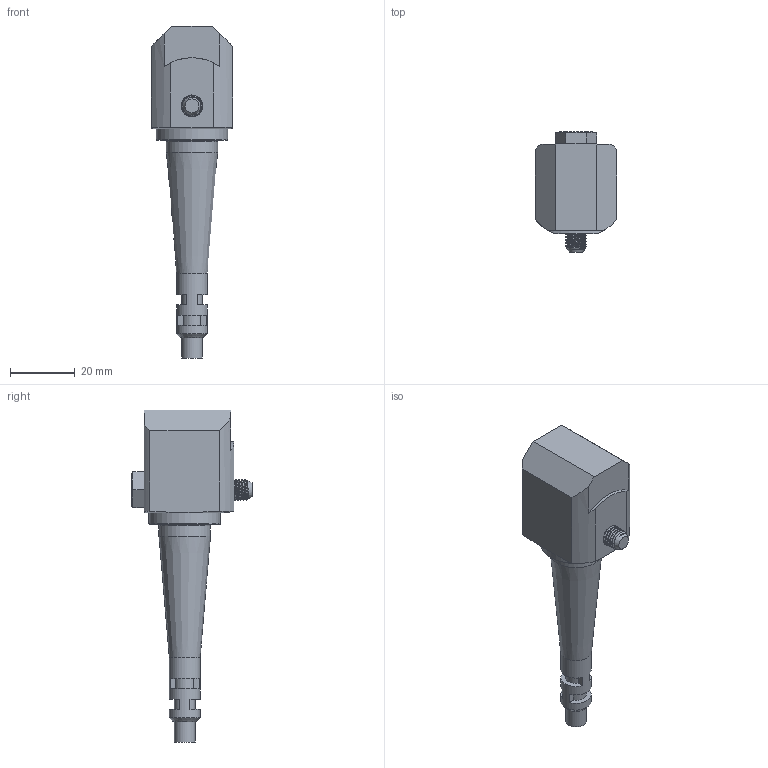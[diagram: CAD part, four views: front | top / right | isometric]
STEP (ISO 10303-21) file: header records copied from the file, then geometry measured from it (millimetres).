
FILE_DESCRIPTION(/* description */ (''),/* implementation_level */ '2;1');
FILE_NAME(/* name */ 'MASTER_NEGATIVE_SIDE-EXIT_INTEGRAL_BLACK.stp',/* time_stamp */ '2017-04-26T12:30:08-04:00',/* author */ ('aneininger'),/* organization */ (''),/* preprocessor_version */ 'ST-DEVELOPER v16.5',/* originating_system */ 'Autodesk Inventor 2017',/* authorisation */ '');
FILE_SCHEMA (('AUTOMOTIVE_DESIGN { 1 0 10303 214 3 1 1 }'));
Length unit declared in the file: inch
Products named in the file (3): MASTER_NEGATIVE_SIDE-EXIT_INTEGRAL_BLACK_STEP; MASTER_NEGATIVE_SIDE-EXIT_INTEGRAL_BLACK; ACP32018
Assembly tree (2 placements, depth 2):
  MASTER_NEGATIVE_SIDE-EXIT_INTEGRAL_BLACK_STEP
    MASTER_NEGATIVE_SIDE-EXIT_INTEGRAL_BLACK
    ACP32018
Bounding box: 25.15 x 37.16 x 102.44 mm (x, y, z)
Volume: 28602.8 mm3; surface area: 8341.3 mm2
Topology: 2 solids, 2 shells, 71 faces, 175 edges, 115 vertices
Faces by surface type: plane 37, cylinder 16, cone 10, bspline 5, torus 3
Full cylindrical faces by diameter (mm): 4.953 x1, 5.359 x1, 6.35 x1, 6.756 x1, 9.525 x1, 15.875 x1, 22.047 x1
Entity records: 7016 total; most frequent: CARTESIAN_POINT 5361, DIRECTION 304, ORIENTED_EDGE 284, EDGE_CURVE 142, AXIS2_PLACEMENT_3D 120, VERTEX_POINT 103, EDGE_LOOP 99, STYLED_ITEM 72
